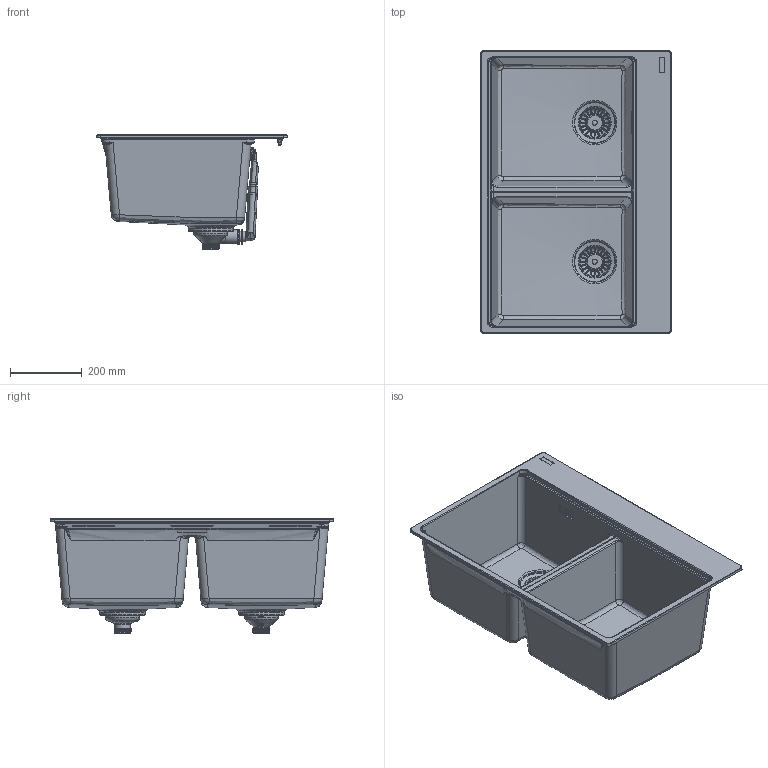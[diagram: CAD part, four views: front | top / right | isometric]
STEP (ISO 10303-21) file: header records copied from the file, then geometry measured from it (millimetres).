
FILE_DESCRIPTION(/* description */ (''),/* implementation_level */ '2;1');
FILE_NAME(/* name */ '20253578_ipt_000.step',/* time_stamp */ '2023-06-20T07:38:45+02:00',/* author */ (''),/* organization */ (''),/* preprocessor_version */ 'ST-DEVELOPER v19.2',/* originating_system */ 'Autodesk Inventor 2023',/* authorisation */ '');
FILE_SCHEMA (('AUTOMOTIVE_DESIGN { 1 0 10303 214 3 1 1 }'));
Products named in the file (1): Standard
Bounding box: 530.2 x 787.4 x 318.09 mm (x, y, z)
Volume: 8736751.8 mm3; surface area: 2151273.5 mm2
Topology: 5 solids, 10 shells, 2793 faces, 7757 edges, 5003 vertices
Faces by surface type: plane 1731, cylinder 451, bspline 325, torus 160, cone 115, sphere 11
Full cylindrical faces by diameter (mm): 4.125 x2, 12 x1, 14.3 x2, 23.8 x1, 24 x1, 30 x3, 35.585 x1, 36 x1, 38 x1, 39 x1, 42 x3, 44.5 x5, 45 x2, 45.5 x1, 47.4 x7, 84 x2, 119 x1, 126 x2
Entity records: 107605 total; most frequent: CARTESIAN_POINT 37577, ORIENTED_EDGE 15440, DIRECTION 13895, EDGE_CURVE 7720, AXIS2_PLACEMENT_3D 5141, VERTEX_POINT 5003, LINE 3613, VECTOR 3613
